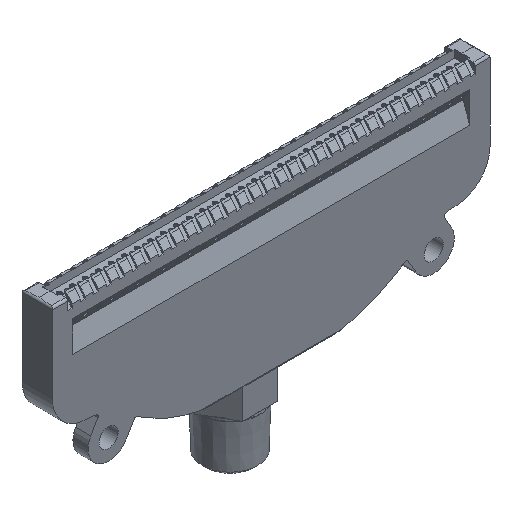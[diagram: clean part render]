
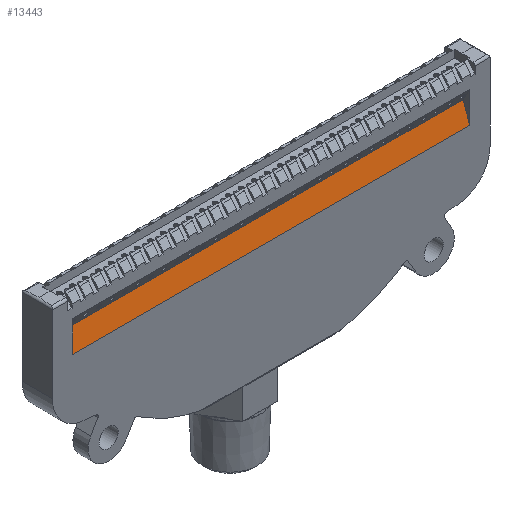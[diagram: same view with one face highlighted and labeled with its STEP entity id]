
A CAD part, isometric view. The second image highlights one B-rep face of the part: STEP entity #13443.
In plain terms, the highlighted planar face has unit normal (0, -0.947, 0.32).
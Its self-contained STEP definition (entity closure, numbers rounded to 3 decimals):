
#195=PLANE('',#14602);
#1549=LINE('',#21332,#2926);
#1732=LINE('',#21958,#3109);
#1734=LINE('',#21962,#3111);
#1735=LINE('',#21963,#3112);
#2926=VECTOR('',#17055,1000.);
#3109=VECTOR('',#17538,1000.);
#3111=VECTOR('',#17542,1000.);
#3112=VECTOR('',#17543,1000.);
#5203=ORIENTED_EDGE('',*,*,#8811,.F.);
#5204=ORIENTED_EDGE('',*,*,#8519,.F.);
#5205=ORIENTED_EDGE('',*,*,#8812,.T.);
#5206=ORIENTED_EDGE('',*,*,#8809,.T.);
#8519=EDGE_CURVE('',#10302,#10303,#1549,.T.);
#8809=EDGE_CURVE('',#10513,#10512,#1732,.T.);
#8811=EDGE_CURVE('',#10303,#10512,#1734,.T.);
#8812=EDGE_CURVE('',#10302,#10513,#1735,.T.);
#10302=VERTEX_POINT('',#21331);
#10303=VERTEX_POINT('',#21333);
#10512=VERTEX_POINT('',#21957);
#10513=VERTEX_POINT('',#21959);
#11351=EDGE_LOOP('',(#5203,#5204,#5205,#5206));
#12312=FACE_BOUND('',#11351,.T.);
#13443=ADVANCED_FACE('',(#12312),#195,.T.);
#14602=AXIS2_PLACEMENT_3D('',#21961,#17540,#17541);
#17055=DIRECTION('',(-1.,0.,0.));
#17538=DIRECTION('',(-1.,0.,0.));
#17540=DIRECTION('',(0.,-0.947,0.32));
#17541=DIRECTION('',(0.,-0.32,-0.947));
#17542=DIRECTION('',(0.,0.32,0.947));
#17543=DIRECTION('',(0.,0.32,0.947));
#21331=CARTESIAN_POINT('',(45.8,0.,26.5));
#21332=CARTESIAN_POINT('',(45.8,0.,26.5));
#21333=CARTESIAN_POINT('',(-45.8,0.,26.5));
#21957=CARTESIAN_POINT('',(-45.8,1.5,30.94));
#21958=CARTESIAN_POINT('',(45.8,1.5,30.94));
#21959=CARTESIAN_POINT('',(45.8,1.5,30.94));
#21961=CARTESIAN_POINT('',(45.8,0.,26.5));
#21962=CARTESIAN_POINT('',(-45.8,0.,26.5));
#21963=CARTESIAN_POINT('',(45.8,0.,26.5));
